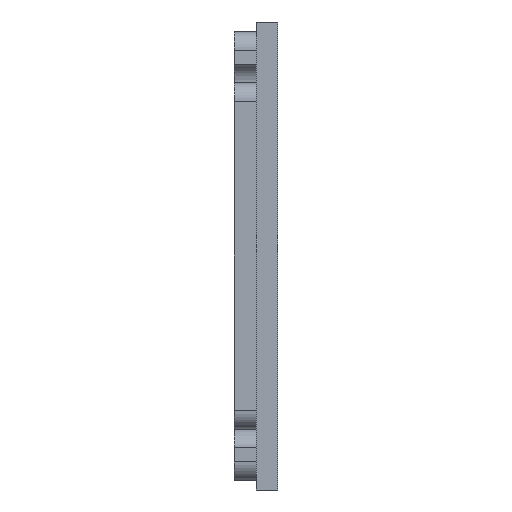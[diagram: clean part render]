
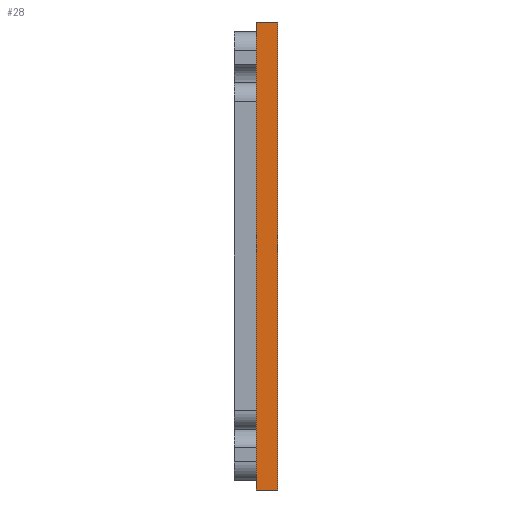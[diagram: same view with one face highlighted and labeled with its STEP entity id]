
A CAD part, left-side view. The second image highlights one B-rep face of the part: STEP entity #28.
In plain terms, the highlighted planar face has unit normal (-1, 0, 0).
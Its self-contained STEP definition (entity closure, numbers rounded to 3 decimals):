
#28 = ADVANCED_FACE ( 'NONE', ( #1440 ), #285, .F. ) ;
#173 = EDGE_CURVE ( 'NONE', #556, #626, #1810, .T. ) ;
#243 = CARTESIAN_POINT ( 'NONE',  ( -24.953, 2.325, -24.991 ) ) ;
#285 = PLANE ( 'NONE',  #1792 ) ;
#295 = EDGE_CURVE ( 'NONE', #613, #626, #2004, .T. ) ;
#320 = CARTESIAN_POINT ( 'NONE',  ( -24.953, 0., 0.009 ) ) ;
#369 = VECTOR ( 'NONE', #419, 1000. ) ;
#419 = DIRECTION ( 'NONE',  ( 0., 0., 1. ) ) ;
#474 = DIRECTION ( 'NONE',  ( 1., 0., 0. ) ) ;
#553 = ORIENTED_EDGE ( 'NONE', *, *, #1690, .F. ) ;
#556 = VERTEX_POINT ( 'NONE', #1553 ) ;
#579 = VECTOR ( 'NONE', #1561, 1000. ) ;
#613 = VERTEX_POINT ( 'NONE', #1065 ) ;
#626 = VERTEX_POINT ( 'NONE', #1359 ) ;
#727 = VECTOR ( 'NONE', #1214, 1000. ) ;
#752 = ORIENTED_EDGE ( 'NONE', *, *, #295, .F. ) ;
#824 = ORIENTED_EDGE ( 'NONE', *, *, #173, .T. ) ;
#1035 = CARTESIAN_POINT ( 'NONE',  ( -24.953, 1.162, 25.009 ) ) ;
#1065 = CARTESIAN_POINT ( 'NONE',  ( -24.953, 2.325, 25.009 ) ) ;
#1214 = DIRECTION ( 'NONE',  ( 0., 1., 0. ) ) ;
#1330 = VECTOR ( 'NONE', #1377, 1000. ) ;
#1359 = CARTESIAN_POINT ( 'NONE',  ( -24.953, 0., 25.009 ) ) ;
#1377 = DIRECTION ( 'NONE',  ( 0., 0., 1. ) ) ;
#1440 = FACE_OUTER_BOUND ( 'NONE', #1899, .T. ) ;
#1535 = CARTESIAN_POINT ( 'NONE',  ( -24.953, 0., 25.009 ) ) ;
#1553 = CARTESIAN_POINT ( 'NONE',  ( -24.953, 0., -24.991 ) ) ;
#1561 = DIRECTION ( 'NONE',  ( 0., -1., 0. ) ) ;
#1616 = LINE ( 'NONE', #1934, #727 ) ;
#1659 = CARTESIAN_POINT ( 'NONE',  ( -24.953, 2.325, 0.009 ) ) ;
#1690 = EDGE_CURVE ( 'NONE', #2198, #613, #1720, .T. ) ;
#1716 = DIRECTION ( 'NONE',  ( 0., 0., -1. ) ) ;
#1720 = LINE ( 'NONE', #1659, #369 ) ;
#1746 = EDGE_CURVE ( 'NONE', #556, #2198, #1616, .T. ) ;
#1792 = AXIS2_PLACEMENT_3D ( 'NONE', #1535, #474, #1716 ) ;
#1810 = LINE ( 'NONE', #320, #1330 ) ;
#1899 = EDGE_LOOP ( 'NONE', ( #553, #1944, #824, #752 ) ) ;
#1934 = CARTESIAN_POINT ( 'NONE',  ( -24.953, 1.162, -24.991 ) ) ;
#1944 = ORIENTED_EDGE ( 'NONE', *, *, #1746, .F. ) ;
#2004 = LINE ( 'NONE', #1035, #579 ) ;
#2198 = VERTEX_POINT ( 'NONE', #243 ) ;
